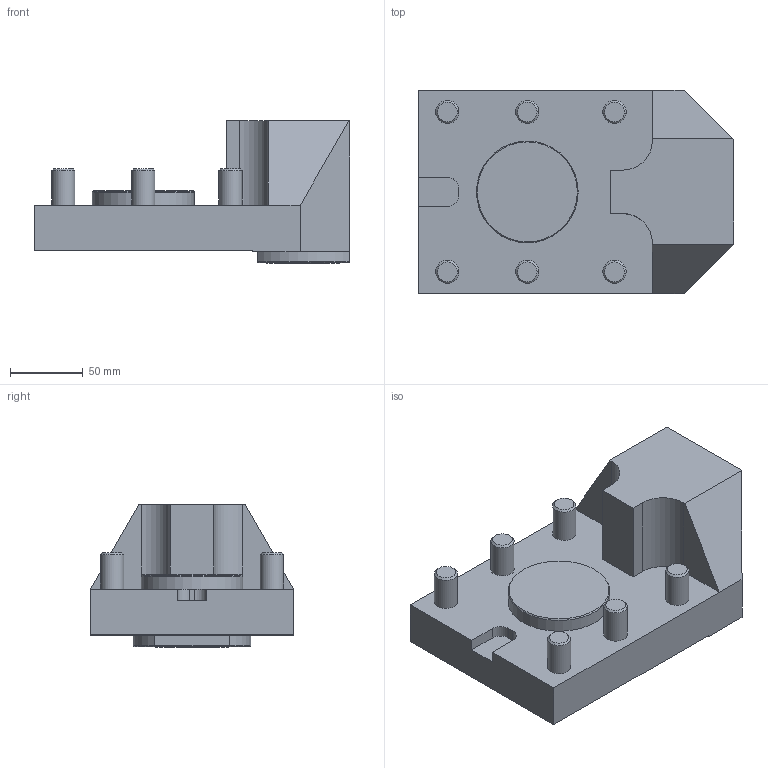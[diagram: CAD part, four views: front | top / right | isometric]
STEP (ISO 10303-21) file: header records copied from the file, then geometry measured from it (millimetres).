
FILE_DESCRIPTION(/* description */ (''),/* implementation_level */ '2;1');
FILE_NAME(/* name */ '1597318072157.stp',/* time_stamp */ '2020-08-13T13:28:00+02:00',/* author */ (''),/* organization */ ('SMS'),/* preprocessor_version */ 'ST-DEVELOPER v16.7',/* originating_system */ 'SIEMENS PLM Software NX 12.0',/* authorisation */ '');
FILE_SCHEMA (('AUTOMOTIVE_DESIGN { 1 0 10303 214 3 1 1 1 }'));
Length unit declared in the file: millimetre
Products named in the file (1): 201612156mod000_01
Bounding box: 217 x 140 x 98 mm (x, y, z)
Volume: 1369796.5 mm3; surface area: 112713.9 mm2
Topology: 1 solids, 1 shells, 68 faces, 159 edges, 107 vertices
Faces by surface type: plane 37, cone 16, cylinder 15
Full cylindrical faces by diameter (mm): 3 x1, 16 x6, 50 x1, 70 x1
Entity records: 1917 total; most frequent: CARTESIAN_POINT 362, DIRECTION 332, ORIENTED_EDGE 268, EDGE_CURVE 134, AXIS2_PLACEMENT_3D 127, EDGE_LOOP 96, VERTEX_POINT 96, LINE 78
